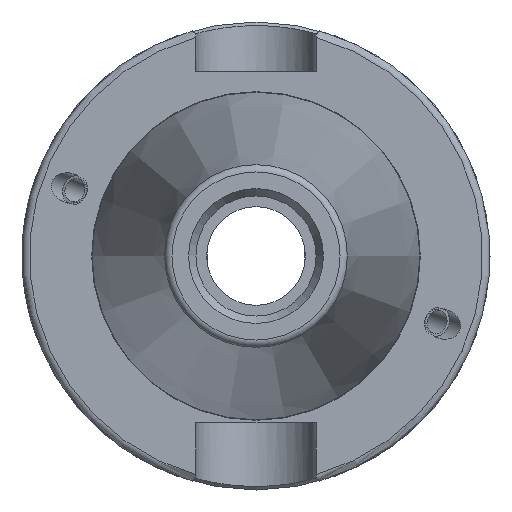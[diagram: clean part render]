
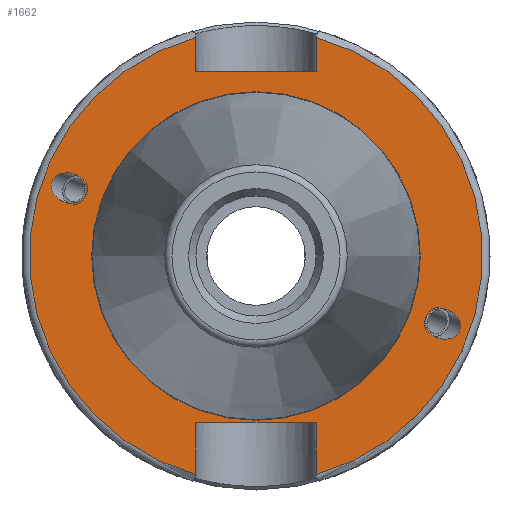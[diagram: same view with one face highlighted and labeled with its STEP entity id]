
A CAD part, left-side view. The second image highlights one B-rep face of the part: STEP entity #1662.
In plain terms, the highlighted planar face has unit normal (-1, 0, 0).
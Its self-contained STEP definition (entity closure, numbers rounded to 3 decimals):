
#39=ELLIPSE('',#1804,2.442,2.);
#48=ELLIPSE('',#1847,2.442,2.);
#62=FACE_BOUND('',#301,.T.);
#63=FACE_BOUND('',#302,.T.);
#64=FACE_BOUND('',#303,.T.);
#81=PLANE('',#1853);
#195=FACE_OUTER_BOUND('',#300,.T.);
#300=EDGE_LOOP('',(#1371,#1372,#1373,#1374,#1375,#1376,#1377,#1378));
#301=EDGE_LOOP('',(#1379));
#302=EDGE_LOOP('',(#1380));
#303=EDGE_LOOP('',(#1381));
#449=CIRCLE('',#1851,22.3);
#451=CIRCLE('',#1854,30.75);
#452=CIRCLE('',#1855,30.75);
#529=LINE('',#3202,#621);
#530=LINE('',#3206,#622);
#531=LINE('',#3208,#623);
#532=LINE('',#3210,#624);
#533=LINE('',#3214,#625);
#534=LINE('',#3215,#626);
#621=VECTOR('',#2230,10.);
#622=VECTOR('',#2233,10.);
#623=VECTOR('',#2234,10.);
#624=VECTOR('',#2235,10.);
#625=VECTOR('',#2238,10.);
#626=VECTOR('',#2239,10.);
#741=VERTEX_POINT('',#2975);
#781=VERTEX_POINT('',#3188);
#784=VERTEX_POINT('',#3195);
#785=VERTEX_POINT('',#3200);
#786=VERTEX_POINT('',#3201);
#787=VERTEX_POINT('',#3203);
#788=VERTEX_POINT('',#3205);
#789=VERTEX_POINT('',#3207);
#790=VERTEX_POINT('',#3209);
#791=VERTEX_POINT('',#3211);
#792=VERTEX_POINT('',#3213);
#939=EDGE_CURVE('',#741,#741,#39,.T.);
#996=EDGE_CURVE('',#781,#781,#48,.T.);
#999=EDGE_CURVE('',#784,#784,#449,.T.);
#1001=EDGE_CURVE('',#785,#786,#529,.T.);
#1002=EDGE_CURVE('',#787,#786,#451,.T.);
#1003=EDGE_CURVE('',#787,#788,#530,.T.);
#1004=EDGE_CURVE('',#788,#789,#531,.T.);
#1005=EDGE_CURVE('',#789,#790,#532,.T.);
#1006=EDGE_CURVE('',#791,#790,#452,.T.);
#1007=EDGE_CURVE('',#791,#792,#533,.T.);
#1008=EDGE_CURVE('',#792,#785,#534,.T.);
#1371=ORIENTED_EDGE('',*,*,#1001,.T.);
#1372=ORIENTED_EDGE('',*,*,#1002,.F.);
#1373=ORIENTED_EDGE('',*,*,#1003,.T.);
#1374=ORIENTED_EDGE('',*,*,#1004,.T.);
#1375=ORIENTED_EDGE('',*,*,#1005,.T.);
#1376=ORIENTED_EDGE('',*,*,#1006,.F.);
#1377=ORIENTED_EDGE('',*,*,#1007,.T.);
#1378=ORIENTED_EDGE('',*,*,#1008,.T.);
#1379=ORIENTED_EDGE('',*,*,#939,.T.);
#1380=ORIENTED_EDGE('',*,*,#996,.T.);
#1381=ORIENTED_EDGE('',*,*,#999,.F.);
#1662=ADVANCED_FACE('',(#195,#62,#63,#64),#81,.T.);
#1804=AXIS2_PLACEMENT_3D('',#2977,#2114,#2115);
#1847=AXIS2_PLACEMENT_3D('',#3190,#2216,#2217);
#1851=AXIS2_PLACEMENT_3D('',#3197,#2224,#2225);
#1853=AXIS2_PLACEMENT_3D('',#3199,#2228,#2229);
#1854=AXIS2_PLACEMENT_3D('',#3204,#2231,#2232);
#1855=AXIS2_PLACEMENT_3D('',#3212,#2236,#2237);
#2114=DIRECTION('center_axis',(1.,0.,0.));
#2115=DIRECTION('ref_axis',(0.,-0.94,-0.342));
#2216=DIRECTION('center_axis',(1.,0.,0.));
#2217=DIRECTION('ref_axis',(0.,0.94,0.342));
#2224=DIRECTION('center_axis',(-1.,0.,0.));
#2225=DIRECTION('ref_axis',(0.,-1.,0.));
#2228=DIRECTION('center_axis',(-1.,0.,0.));
#2229=DIRECTION('ref_axis',(0.,0.,1.));
#2230=DIRECTION('',(0.,0.,-1.));
#2231=DIRECTION('center_axis',(1.,0.,0.));
#2232=DIRECTION('ref_axis',(0.,-1.,0.));
#2233=DIRECTION('',(0.,0.,-1.));
#2234=DIRECTION('',(0.,1.,0.));
#2235=DIRECTION('',(0.,0.,1.));
#2236=DIRECTION('center_axis',(1.,0.,0.));
#2237=DIRECTION('ref_axis',(0.,1.,0.));
#2238=DIRECTION('',(0.,0.,1.));
#2239=DIRECTION('',(0.,-1.,0.));
#2975=CARTESIAN_POINT('',(3.175,-23.077,-8.399));
#2977=CARTESIAN_POINT('Origin',(3.175,-25.372,-9.235));
#3188=CARTESIAN_POINT('',(3.175,23.077,8.399));
#3190=CARTESIAN_POINT('Origin',(3.175,25.372,9.235));
#3195=CARTESIAN_POINT('',(3.175,0.,22.3));
#3197=CARTESIAN_POINT('Origin',(3.175,0.,0.));
#3199=CARTESIAN_POINT('Origin',(3.175,31.75,0.));
#3200=CARTESIAN_POINT('',(3.175,-8.19,-22.6));
#3201=CARTESIAN_POINT('',(3.175,-8.19,-29.639));
#3202=CARTESIAN_POINT('',(3.175,-8.19,-11.3));
#3203=CARTESIAN_POINT('',(3.175,-8.19,29.639));
#3204=CARTESIAN_POINT('Origin',(3.175,0.,0.));
#3205=CARTESIAN_POINT('',(3.175,-8.19,25.));
#3206=CARTESIAN_POINT('',(3.175,-8.19,12.5));
#3207=CARTESIAN_POINT('',(3.175,8.19,25.));
#3208=CARTESIAN_POINT('',(3.175,15.875,25.));
#3209=CARTESIAN_POINT('',(3.175,8.19,29.639));
#3210=CARTESIAN_POINT('',(3.175,8.19,12.5));
#3211=CARTESIAN_POINT('',(3.175,8.19,-29.639));
#3212=CARTESIAN_POINT('Origin',(3.175,0.,0.));
#3213=CARTESIAN_POINT('',(3.175,8.19,-22.6));
#3214=CARTESIAN_POINT('',(3.175,8.19,-11.3));
#3215=CARTESIAN_POINT('',(3.175,15.875,-22.6));
